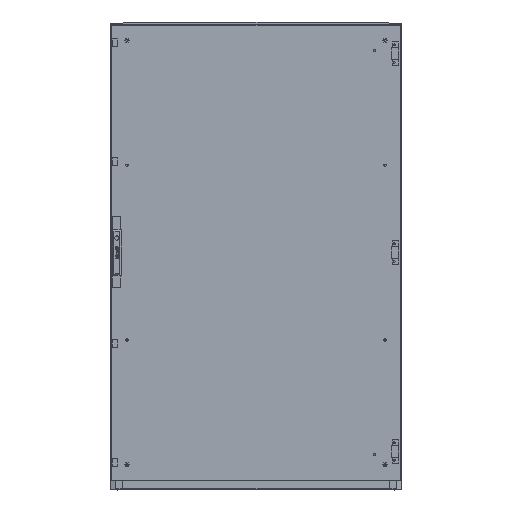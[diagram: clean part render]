
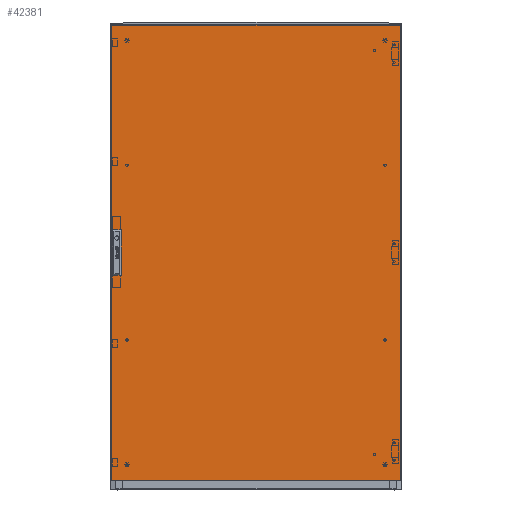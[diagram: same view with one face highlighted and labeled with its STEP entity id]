
A CAD part, top view. The second image highlights one B-rep face of the part: STEP entity #42381.
In plain terms, the highlighted planar face has unit normal (0, 0, 1).
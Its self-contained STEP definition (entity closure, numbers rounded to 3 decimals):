
#156 = FACE_OUTER_BOUND ( 'NONE', #100219, .T. ) ;
#774 = VECTOR ( 'NONE', #93349, 1000. ) ;
#1759 = ORIENTED_EDGE ( 'NONE', *, *, #19670, .T. ) ;
#4991 = DIRECTION ( 'NONE',  ( -1., 0., 0. ) ) ;
#7403 = DIRECTION ( 'NONE',  ( 0., -1., 0. ) ) ;
#8429 = CARTESIAN_POINT ( 'NONE',  ( 0., 0., 0. ) ) ;
#8639 = ORIENTED_EDGE ( 'NONE', *, *, #79254, .F. ) ;
#9698 = VECTOR ( 'NONE', #17359, 1000. ) ;
#11264 = VERTEX_POINT ( 'NONE', #65853 ) ;
#13653 = VERTEX_POINT ( 'NONE', #42095 ) ;
#13748 = VECTOR ( 'NONE', #59209, 1000. ) ;
#13752 = DIRECTION ( 'NONE',  ( 1., 0., 0. ) ) ;
#13847 = LINE ( 'NONE', #53825, #76427 ) ;
#16664 = VECTOR ( 'NONE', #91065, 1000. ) ;
#16993 = CARTESIAN_POINT ( 'NONE',  ( -493.4, 78.5, 0. ) ) ;
#17359 = DIRECTION ( 'NONE',  ( 1., 0., 0. ) ) ;
#19670 = EDGE_CURVE ( 'NONE', #78070, #13653, #68391, .T. ) ;
#24420 = FACE_BOUND ( 'NONE', #60908, .T. ) ;
#24487 = VERTEX_POINT ( 'NONE', #100911 ) ;
#25479 = LINE ( 'NONE', #48062, #90620 ) ;
#26072 = EDGE_CURVE ( 'NONE', #31948, #95340, #97488, .T. ) ;
#26854 = EDGE_CURVE ( 'NONE', #11264, #13653, #84355, .T. ) ;
#31028 = CARTESIAN_POINT ( 'NONE',  ( 497., 783.5, 0. ) ) ;
#31169 = EDGE_CURVE ( 'NONE', #95340, #24487, #71905, .T. ) ;
#31391 = LINE ( 'NONE', #16993, #9698 ) ;
#31948 = VERTEX_POINT ( 'NONE', #45727 ) ;
#33071 = DIRECTION ( 'NONE',  ( 1., 0., 0. ) ) ;
#38074 = DIRECTION ( 'NONE',  ( 0., -1., 0. ) ) ;
#38505 = ORIENTED_EDGE ( 'NONE', *, *, #26854, .F. ) ;
#38987 = ORIENTED_EDGE ( 'NONE', *, *, #26072, .T. ) ;
#40958 = PLANE ( 'NONE',  #84435 ) ;
#42095 = CARTESIAN_POINT ( 'NONE',  ( -463., -78.5, 0. ) ) ;
#42381 = ADVANCED_FACE ( 'NONE', ( #24420, #156 ), #40958, .T. ) ;
#45306 = EDGE_CURVE ( 'NONE', #66486, #78070, #31391, .T. ) ;
#45727 = CARTESIAN_POINT ( 'NONE',  ( -497., 783.5, 0. ) ) ;
#48062 = CARTESIAN_POINT ( 'NONE',  ( -493.4, 0., 0. ) ) ;
#50162 = VECTOR ( 'NONE', #13752, 1000. ) ;
#53825 = CARTESIAN_POINT ( 'NONE',  ( -497., 783.5, 0. ) ) ;
#59209 = DIRECTION ( 'NONE',  ( 0., 1., 0. ) ) ;
#60908 = EDGE_LOOP ( 'NONE', ( #77654, #1759, #38505, #8639 ) ) ;
#61379 = VERTEX_POINT ( 'NONE', #31028 ) ;
#62856 = CARTESIAN_POINT ( 'NONE',  ( -463., 78.5, 0. ) ) ;
#63945 = ORIENTED_EDGE ( 'NONE', *, *, #31169, .T. ) ;
#65853 = CARTESIAN_POINT ( 'NONE',  ( -493.4, -78.5, 0. ) ) ;
#66353 = CARTESIAN_POINT ( 'NONE',  ( -493.4, -78.5, 0. ) ) ;
#66486 = VERTEX_POINT ( 'NONE', #85371 ) ;
#68391 = LINE ( 'NONE', #76914, #774 ) ;
#70439 = CARTESIAN_POINT ( 'NONE',  ( -497., -783.5, 0. ) ) ;
#71905 = LINE ( 'NONE', #70439, #50162 ) ;
#72948 = ORIENTED_EDGE ( 'NONE', *, *, #73029, .T. ) ;
#73029 = EDGE_CURVE ( 'NONE', #61379, #31948, #13847, .T. ) ;
#76427 = VECTOR ( 'NONE', #4991, 1000. ) ;
#76914 = CARTESIAN_POINT ( 'NONE',  ( -463., 0., 0. ) ) ;
#77654 = ORIENTED_EDGE ( 'NONE', *, *, #45306, .T. ) ;
#78070 = VERTEX_POINT ( 'NONE', #62856 ) ;
#79254 = EDGE_CURVE ( 'NONE', #66486, #11264, #25479, .T. ) ;
#81438 = ORIENTED_EDGE ( 'NONE', *, *, #91813, .T. ) ;
#81990 = DIRECTION ( 'NONE',  ( 0., 0., 1. ) ) ;
#84355 = LINE ( 'NONE', #66353, #16664 ) ;
#84435 = AXIS2_PLACEMENT_3D ( 'NONE', #8429, #81990, #33071 ) ;
#85371 = CARTESIAN_POINT ( 'NONE',  ( -493.4, 78.5, 0. ) ) ;
#90620 = VECTOR ( 'NONE', #7403, 1000. ) ;
#91065 = DIRECTION ( 'NONE',  ( 1., 0., 0. ) ) ;
#91813 = EDGE_CURVE ( 'NONE', #24487, #61379, #100617, .T. ) ;
#93349 = DIRECTION ( 'NONE',  ( 0., -1., 0. ) ) ;
#94919 = VECTOR ( 'NONE', #38074, 1000. ) ;
#95141 = CARTESIAN_POINT ( 'NONE',  ( -497., 783.5, 0. ) ) ;
#95340 = VERTEX_POINT ( 'NONE', #96183 ) ;
#96183 = CARTESIAN_POINT ( 'NONE',  ( -497., -783.5, 0. ) ) ;
#97488 = LINE ( 'NONE', #95141, #94919 ) ;
#100036 = CARTESIAN_POINT ( 'NONE',  ( 497., 783.5, 0. ) ) ;
#100219 = EDGE_LOOP ( 'NONE', ( #81438, #72948, #38987, #63945 ) ) ;
#100617 = LINE ( 'NONE', #100036, #13748 ) ;
#100911 = CARTESIAN_POINT ( 'NONE',  ( 497., -783.5, 0. ) ) ;
